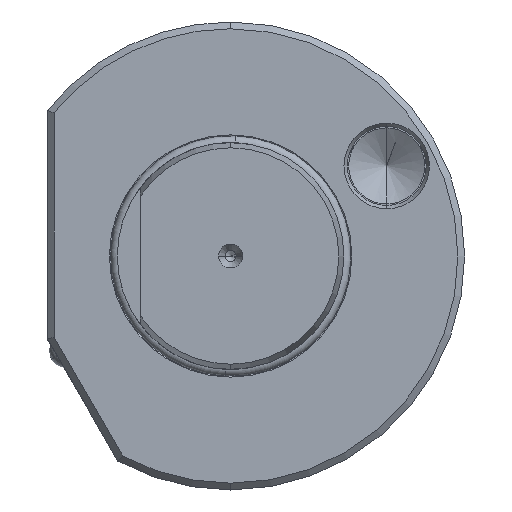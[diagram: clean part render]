
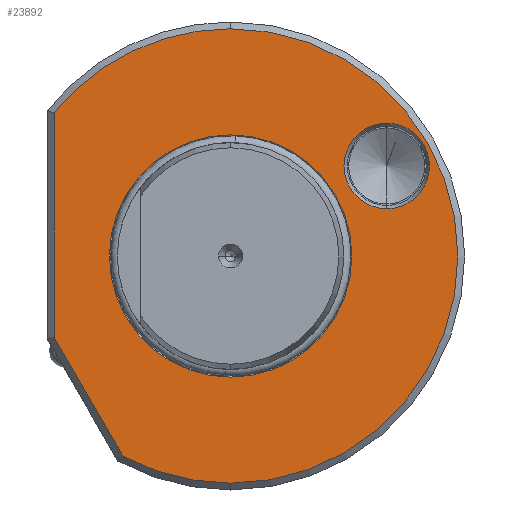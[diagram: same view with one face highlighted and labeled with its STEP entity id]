
A CAD part, left-side view. The second image highlights one B-rep face of the part: STEP entity #23892.
In plain terms, the highlighted planar face has unit normal (-1, 0, 0).
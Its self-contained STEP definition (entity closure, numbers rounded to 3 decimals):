
#471 = EDGE_CURVE ( 'NONE', #22171, #22151, #34255, .T. ) ;
#1793 = CIRCLE ( 'NONE', #26012, 21.49 ) ;
#1976 = CIRCLE ( 'NONE', #25643, 40.3 ) ;
#1983 = CIRCLE ( 'NONE', #25678, 21.49 ) ;
#2609 = FACE_BOUND ( 'NONE', #23230, .T. ) ;
#2628 = FACE_OUTER_BOUND ( 'NONE', #33811, .T. ) ;
#2641 = FACE_BOUND ( 'NONE', #33807, .T. ) ;
#3273 = DIRECTION ( 'NONE',  ( 0., 0., -1. ) ) ;
#3301 = CARTESIAN_POINT ( 'NONE',  ( 1.94, -27.68, 15.97 ) ) ;
#3307 = DIRECTION ( 'NONE',  ( 1., 0., 0. ) ) ;
#3835 = CARTESIAN_POINT ( 'NONE',  ( 1.94, 0., 0. ) ) ;
#3846 = DIRECTION ( 'NONE',  ( 1., 0., 0. ) ) ;
#3848 = DIRECTION ( 'NONE',  ( 0., 0., -1. ) ) ;
#4768 = DIRECTION ( 'NONE',  ( 1., 0., 0. ) ) ;
#4789 = CARTESIAN_POINT ( 'NONE',  ( 1.94, 0., 0. ) ) ;
#4821 = DIRECTION ( 'NONE',  ( 0., 0., -1. ) ) ;
#5613 = CARTESIAN_POINT ( 'NONE',  ( 1.94, 39.78, 0.3 ) ) ;
#5615 = DIRECTION ( 'NONE',  ( 0., -0.5, -0.866 ) ) ;
#5666 = CARTESIAN_POINT ( 'NONE',  ( 1.94, -27.68, 15.97 ) ) ;
#5667 = DIRECTION ( 'NONE',  ( 1., 0., 0. ) ) ;
#5672 = DIRECTION ( 'NONE',  ( 0., 0., -1. ) ) ;
#5873 = CARTESIAN_POINT ( 'NONE',  ( 1.94, 31.3, -23.829 ) ) ;
#5875 = DIRECTION ( 'NONE',  ( 0., 0., -1. ) ) ;
#5896 = DIRECTION ( 'NONE',  ( 1., 0., 0. ) ) ;
#5905 = CARTESIAN_POINT ( 'NONE',  ( 1.94, 0., 0. ) ) ;
#5922 = DIRECTION ( 'NONE',  ( 0., 0., -1. ) ) ;
#6368 = CARTESIAN_POINT ( 'NONE',  ( 1.94, 0., 0. ) ) ;
#6383 = DIRECTION ( 'NONE',  ( 0., 0., -1. ) ) ;
#6398 = DIRECTION ( 'NONE',  ( 1., 0., 0. ) ) ;
#11279 = EDGE_CURVE ( 'NONE', #22057, #22097, #11364, .T. ) ;
#11364 = CIRCLE ( 'NONE', #12036, 7.577 ) ;
#11385 = CIRCLE ( 'NONE', #12098, 7.577 ) ;
#11846 = ORIENTED_EDGE ( 'NONE', *, *, #33800, .T. ) ;
#11848 = ORIENTED_EDGE ( 'NONE', *, *, #12361, .T. ) ;
#11859 = ORIENTED_EDGE ( 'NONE', *, *, #11279, .T. ) ;
#11865 = ORIENTED_EDGE ( 'NONE', *, *, #12352, .T. ) ;
#11881 = ORIENTED_EDGE ( 'NONE', *, *, #12150, .F. ) ;
#11888 = ORIENTED_EDGE ( 'NONE', *, *, #471, .F. ) ;
#11890 = ORIENTED_EDGE ( 'NONE', *, *, #12382, .F. ) ;
#11917 = ORIENTED_EDGE ( 'NONE', *, *, #12322, .T. ) ;
#11932 = ORIENTED_EDGE ( 'NONE', *, *, #12333, .T. ) ;
#12036 = AXIS2_PLACEMENT_3D ( 'NONE', #3301, #3307, #3273 ) ;
#12054 = AXIS2_PLACEMENT_3D ( 'NONE', #3835, #3846, #3848 ) ;
#12098 = AXIS2_PLACEMENT_3D ( 'NONE', #5666, #5667, #5672 ) ;
#12150 = EDGE_CURVE ( 'NONE', #22147, #22171, #32537, .T. ) ;
#12322 = EDGE_CURVE ( 'NONE', #22277, #22347, #34289, .T. ) ;
#12333 = EDGE_CURVE ( 'NONE', #22097, #22057, #11385, .T. ) ;
#12352 = EDGE_CURVE ( 'NONE', #22147, #22277, #32571, .T. ) ;
#12361 = EDGE_CURVE ( 'NONE', #22130, #22081, #1983, .T. ) ;
#12382 = EDGE_CURVE ( 'NONE', #22151, #22347, #1976, .T. ) ;
#12728 = AXIS2_PLACEMENT_3D ( 'NONE', #4789, #4768, #4821 ) ;
#13512 = VECTOR ( 'NONE', #5875, 1000. ) ;
#13513 = CARTESIAN_POINT ( 'NONE',  ( 1.94, 0., 0. ) ) ;
#13526 = DIRECTION ( 'NONE',  ( 1., 0., 0. ) ) ;
#13533 = DIRECTION ( 'NONE',  ( 0., 0., -1. ) ) ;
#18709 = CARTESIAN_POINT ( 'NONE',  ( 1.94, -27.68, 23.547 ) ) ;
#19521 = PLANE ( 'NONE',  #25823 ) ;
#19522 = DIRECTION ( 'NONE',  ( 1., 0., 0. ) ) ;
#19532 = DIRECTION ( 'NONE',  ( 0., 0., -1. ) ) ;
#19566 = CARTESIAN_POINT ( 'NONE',  ( 1.94, 40.3, 0. ) ) ;
#22057 = VERTEX_POINT ( 'NONE', #18709 ) ;
#22081 = VERTEX_POINT ( 'NONE', #23874 ) ;
#22097 = VERTEX_POINT ( 'NONE', #23879 ) ;
#22130 = VERTEX_POINT ( 'NONE', #23813 ) ;
#22147 = VERTEX_POINT ( 'NONE', #23916 ) ;
#22151 = VERTEX_POINT ( 'NONE', #23968 ) ;
#22171 = VERTEX_POINT ( 'NONE', #23944 ) ;
#22277 = VERTEX_POINT ( 'NONE', #24085 ) ;
#22347 = VERTEX_POINT ( 'NONE', #24193 ) ;
#23230 = EDGE_LOOP ( 'NONE', ( #11859, #11932 ) ) ;
#23813 = CARTESIAN_POINT ( 'NONE',  ( 1.94, 0., -21.49 ) ) ;
#23874 = CARTESIAN_POINT ( 'NONE',  ( 1.94, 0., 21.49 ) ) ;
#23879 = CARTESIAN_POINT ( 'NONE',  ( 1.94, -27.68, 8.393 ) ) ;
#23892 = ADVANCED_FACE ( 'NONE', ( #2641, #2609, #2628 ), #19521, .F. ) ;
#23916 = CARTESIAN_POINT ( 'NONE',  ( 1.94, 31.3, 25.385 ) ) ;
#23944 = CARTESIAN_POINT ( 'NONE',  ( 1.94, 0., 40.3 ) ) ;
#23968 = CARTESIAN_POINT ( 'NONE',  ( 1.94, 0., -40.3 ) ) ;
#24085 = CARTESIAN_POINT ( 'NONE',  ( 1.94, 31.3, -14.387 ) ) ;
#24193 = CARTESIAN_POINT ( 'NONE',  ( 1.94, 19.126, -35.472 ) ) ;
#25643 = AXIS2_PLACEMENT_3D ( 'NONE', #6368, #6398, #6383 ) ;
#25678 = AXIS2_PLACEMENT_3D ( 'NONE', #5905, #5896, #5922 ) ;
#25823 = AXIS2_PLACEMENT_3D ( 'NONE', #19566, #19522, #19532 ) ;
#26012 = AXIS2_PLACEMENT_3D ( 'NONE', #13513, #13526, #13533 ) ;
#32537 = CIRCLE ( 'NONE', #12054, 40.3 ) ;
#32571 = LINE ( 'NONE', #5873, #13512 ) ;
#33800 = EDGE_CURVE ( 'NONE', #22081, #22130, #1793, .T. ) ;
#33807 = EDGE_LOOP ( 'NONE', ( #11846, #11848 ) ) ;
#33811 = EDGE_LOOP ( 'NONE', ( #11865, #11917, #11890, #11888, #11881 ) ) ;
#34255 = CIRCLE ( 'NONE', #12728, 40.3 ) ;
#34286 = VECTOR ( 'NONE', #5615, 1000. ) ;
#34289 = LINE ( 'NONE', #5613, #34286 ) ;
